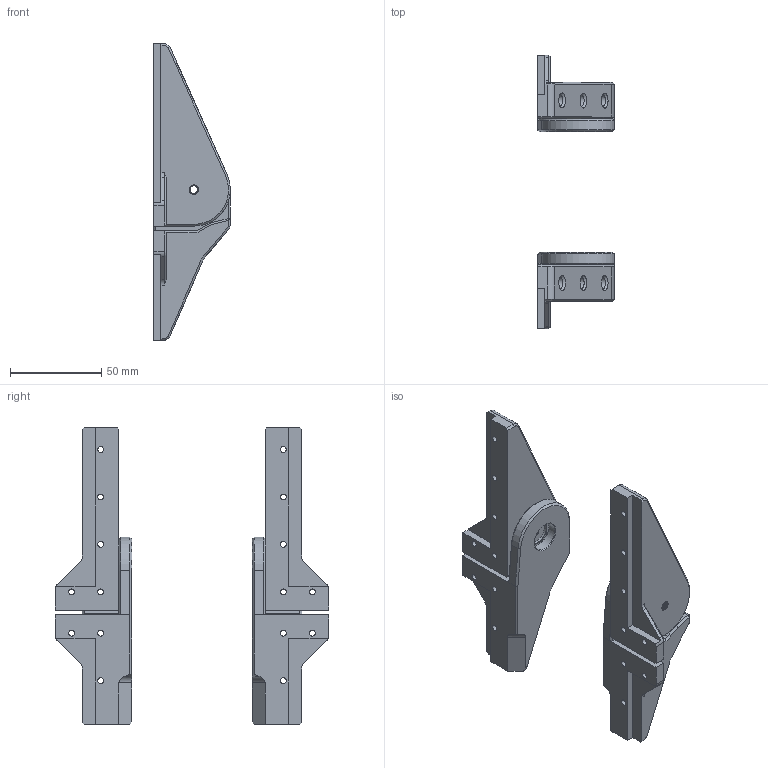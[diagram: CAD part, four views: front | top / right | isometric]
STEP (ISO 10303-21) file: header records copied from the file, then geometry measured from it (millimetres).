
FILE_DESCRIPTION(/* description */ (''),/* implementation_level */ '2;1');
FILE_NAME(/* name */ 'LDO Tophat Hinge v9.step',/* time_stamp */ '2025-10-24T11:06:44+08:00',/* author */ (''),/* organization */ (''),/* preprocessor_version */ 'ST-DEVELOPER v20.1',/* originating_system */ 'Autodesk Translation Framework v14.17.0.0',/* authorisation */ '');
FILE_SCHEMA (('AUTOMOTIVE_DESIGN { 1 0 10303 214 3 1 1 }'));
Length unit declared in the file: millimetre
Products named in the file (5): LDO Tophat Hinge; Top; Bottom; Top(Mirror); Bottom(Mirror)
Assembly tree (4 placements, depth 2):
  LDO Tophat Hinge
    Top
    Bottom
    Top(Mirror)
    Bottom(Mirror)
Bounding box: 42 x 150 x 162.6 mm (x, y, z)
Volume: 193861.7 mm3; surface area: 51981.9 mm2
Topology: 4 solids, 4 shells, 404 faces, 1054 edges, 664 vertices
Faces by surface type: plane 180, cylinder 168, cone 40, bspline 16
Full cylindrical faces by diameter (mm): 3.2 x16, 4.234 x24, 5.12 x12, 6.2 x16, 13 x2, 16 x2
Entity records: 19522 total; most frequent: CARTESIAN_POINT 9801, ORIENTED_EDGE 2104, DIRECTION 1796, EDGE_CURVE 1052, VERTEX_POINT 664, AXIS2_PLACEMENT_3D 605, LINE 586, VECTOR 586
